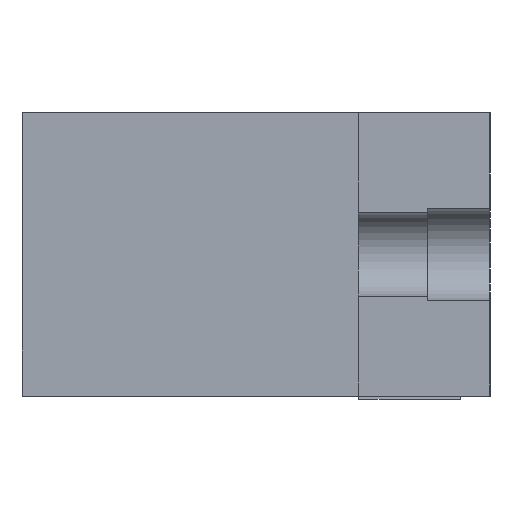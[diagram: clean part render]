
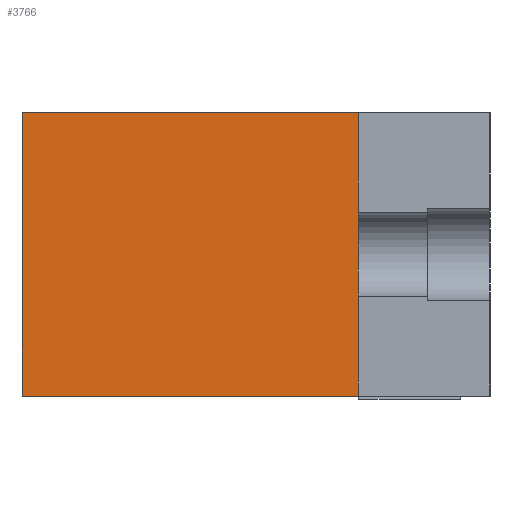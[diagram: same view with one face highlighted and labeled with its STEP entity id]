
A CAD part, left-side view. The second image highlights one B-rep face of the part: STEP entity #3766.
In plain terms, the highlighted planar face has unit normal (-1, 0, 0).
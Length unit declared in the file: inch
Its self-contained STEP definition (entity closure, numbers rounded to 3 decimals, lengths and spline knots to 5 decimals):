
#201=FACE_OUTER_BOUND('',#378,.T.);
#378=EDGE_LOOP('',(#3188,#3189,#3190,#3191));
#395=LINE('',#4878,#897);
#809=LINE('',#5706,#1311);
#858=LINE('',#5808,#1360);
#882=LINE('',#5858,#1384);
#897=VECTOR('',#4000,0.3937);
#1311=VECTOR('',#4680,0.3937);
#1360=VECTOR('',#4785,0.3937);
#1384=VECTOR('',#4841,0.3937);
#1396=VERTEX_POINT('',#4875);
#1397=VERTEX_POINT('',#4877);
#1678=VERTEX_POINT('',#5705);
#1703=VERTEX_POINT('',#5806);
#1727=EDGE_CURVE('',#1397,#1396,#395,.T.);
#2143=EDGE_CURVE('',#1678,#1397,#809,.T.);
#2196=EDGE_CURVE('',#1703,#1396,#858,.T.);
#2222=EDGE_CURVE('',#1678,#1703,#882,.T.);
#3188=ORIENTED_EDGE('',*,*,#2143,.T.);
#3189=ORIENTED_EDGE('',*,*,#1727,.T.);
#3190=ORIENTED_EDGE('',*,*,#2196,.F.);
#3191=ORIENTED_EDGE('',*,*,#2222,.F.);
#3413=PLANE('',#3972);
#3766=ADVANCED_FACE('',(#201),#3413,.T.);
#3972=AXIS2_PLACEMENT_3D('',#5857,#4839,#4840);
#4000=DIRECTION('',(0.,-1.,0.));
#4680=DIRECTION('',(0.,0.,-1.));
#4785=DIRECTION('',(0.,0.,-1.));
#4839=DIRECTION('center_axis',(-1.,0.,0.));
#4840=DIRECTION('ref_axis',(0.,0.,-1.));
#4841=DIRECTION('',(0.,-1.,0.));
#4875=CARTESIAN_POINT('',(-0.70176,-0.10802,-0.2125));
#4877=CARTESIAN_POINT('',(-0.70176,0.40198,-0.2125));
#4878=CARTESIAN_POINT('',(-0.70176,0.40198,-0.2125));
#5705=CARTESIAN_POINT('',(-0.70176,0.40198,0.2175));
#5706=CARTESIAN_POINT('',(-0.70176,0.40198,0.2175));
#5806=CARTESIAN_POINT('',(-0.70176,-0.10802,0.2175));
#5808=CARTESIAN_POINT('',(-0.70176,-0.10802,0.2175));
#5857=CARTESIAN_POINT('Origin',(-0.70176,0.40198,0.2175));
#5858=CARTESIAN_POINT('',(-0.70176,0.40198,0.2175));
